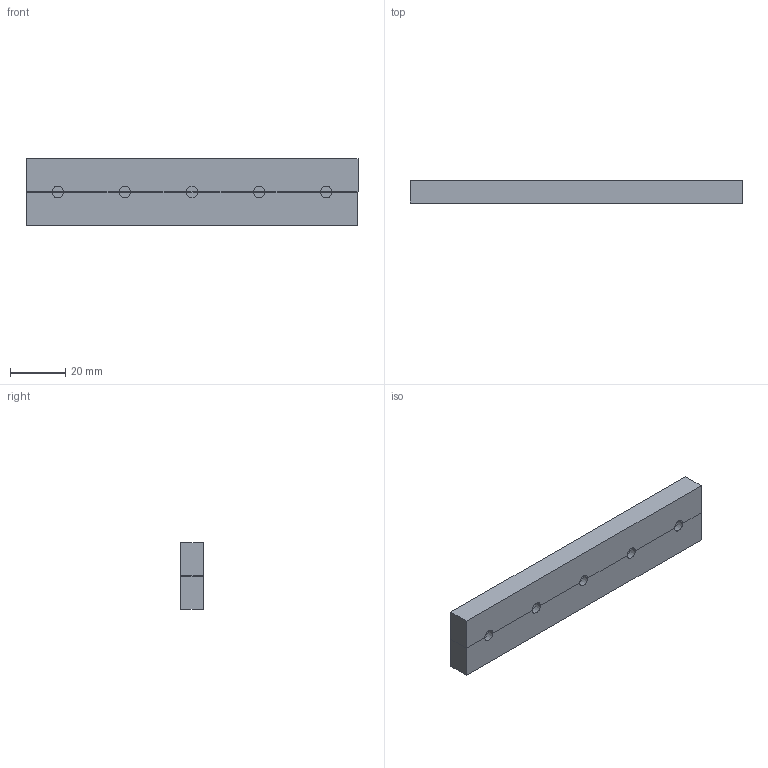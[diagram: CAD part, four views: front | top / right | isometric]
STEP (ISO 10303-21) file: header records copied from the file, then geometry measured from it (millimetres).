
FILE_DESCRIPTION (( 'STEP AP214' ), '1' );
FILE_NAME ('Mould Assembly.STEP', '2020-03-25T13:12:00', ( '' ), ( '' ), 'SwSTEP 2.0', 'SolidWorks 2020', '' );
FILE_SCHEMA (( 'AUTOMOTIVE_DESIGN' ));
Length unit declared in the file: millimetre
Products named in the file (3): Umbrella Mould Female; Mould Assembly; Umbrella Mould Male
Assembly tree (2 placements, depth 2):
  Mould Assembly
    Umbrella Mould Female
    Umbrella Mould Male
Bounding box: 120 x 8 x 24 mm (x, y, z)
Volume: 21144.8 mm3; surface area: 13228.1 mm2
Topology: 2 solids, 2 shells, 84 faces, 228 edges, 152 vertices
Faces by surface type: plane 46, cylinder 20, cone 18
Entity records: 2778 total; most frequent: DIRECTION 482, CARTESIAN_POINT 469, ORIENTED_EDGE 456, EDGE_CURVE 228, AXIS2_PLACEMENT_3D 165, VERTEX_POINT 152, LINE 152, VECTOR 152
